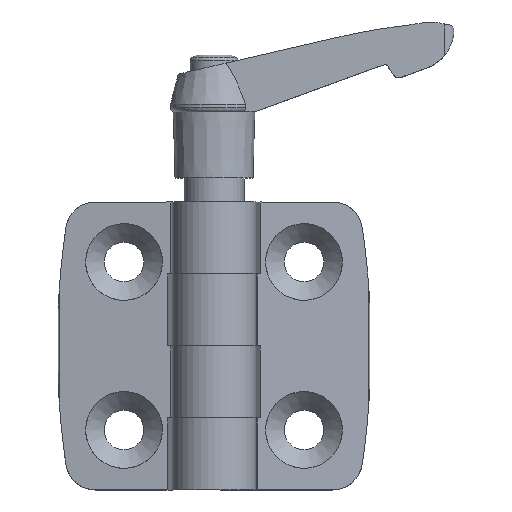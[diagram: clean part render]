
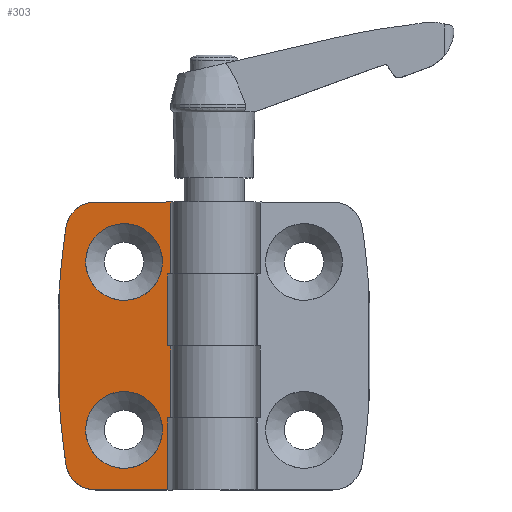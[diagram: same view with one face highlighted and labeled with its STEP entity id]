
A CAD part, top view. The second image highlights one B-rep face of the part: STEP entity #303.
In plain terms, the highlighted planar face has unit normal (-0.079, 0, 0.997).
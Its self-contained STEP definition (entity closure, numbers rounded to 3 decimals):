
#303 = ADVANCED_FACE( '', ( #700, #701, #702 ), #703, .F. );
#700 = FACE_BOUND( '', #1245, .T. );
#701 = FACE_BOUND( '', #1246, .T. );
#702 = FACE_OUTER_BOUND( '', #1247, .T. );
#703 = PLANE( '', #1248 );
#1245 = EDGE_LOOP( '', ( #1947 ) );
#1246 = EDGE_LOOP( '', ( #1948 ) );
#1247 = EDGE_LOOP( '', ( #1949, #1950, #1951, #1952, #1953, #1954, #1955, #1956, #1957, #1958, #1959, #1960, #1961, #1962 ) );
#1248 = AXIS2_PLACEMENT_3D( '', #1963, #1964, #1965 );
#1947 = ORIENTED_EDGE( '', *, *, #3183, .F. );
#1948 = ORIENTED_EDGE( '', *, *, #3267, .F. );
#1949 = ORIENTED_EDGE( '', *, *, #3268, .T. );
#1950 = ORIENTED_EDGE( '', *, *, #3269, .T. );
#1951 = ORIENTED_EDGE( '', *, *, #3270, .T. );
#1952 = ORIENTED_EDGE( '', *, *, #3271, .F. );
#1953 = ORIENTED_EDGE( '', *, *, #3165, .T. );
#1954 = ORIENTED_EDGE( '', *, *, #3272, .F. );
#1955 = ORIENTED_EDGE( '', *, *, #3273, .F. );
#1956 = ORIENTED_EDGE( '', *, *, #3274, .F. );
#1957 = ORIENTED_EDGE( '', *, *, #3275, .T. );
#1958 = ORIENTED_EDGE( '', *, *, #3276, .F. );
#1959 = ORIENTED_EDGE( '', *, *, #3277, .F. );
#1960 = ORIENTED_EDGE( '', *, *, #3278, .T. );
#1961 = ORIENTED_EDGE( '', *, *, #3279, .T. );
#1962 = ORIENTED_EDGE( '', *, *, #3280, .T. );
#1963 = CARTESIAN_POINT( '', ( -25.816, 48., -2.485 ) );
#1964 = DIRECTION( '', ( 0.079, 0., -0.997 ) );
#1965 = DIRECTION( '', ( -0.997, 0., -0.079 ) );
#3165 = EDGE_CURVE( '', #3752, #3762, #3764, .T. );
#3183 = EDGE_CURVE( '', #3795, #3795, #3796, .F. );
#3267 = EDGE_CURVE( '', #3940, #3940, #3941, .F. );
#3268 = EDGE_CURVE( '', #3942, #3943, #3944, .F. );
#3269 = EDGE_CURVE( '', #3943, #3945, #3946, .F. );
#3270 = EDGE_CURVE( '', #3945, #3947, #3948, .T. );
#3271 = EDGE_CURVE( '', #3752, #3947, #3949, .T. );
#3272 = EDGE_CURVE( '', #3950, #3762, #3951, .T. );
#3273 = EDGE_CURVE( '', #3952, #3950, #3953, .T. );
#3274 = EDGE_CURVE( '', #3954, #3952, #3955, .T. );
#3275 = EDGE_CURVE( '', #3954, #3956, #3957, .T. );
#3276 = EDGE_CURVE( '', #3958, #3956, #3959, .T. );
#3277 = EDGE_CURVE( '', #3960, #3958, #3961, .T. );
#3278 = EDGE_CURVE( '', #3960, #3962, #3963, .F. );
#3279 = EDGE_CURVE( '', #3962, #3964, #3965, .F. );
#3280 = EDGE_CURVE( '', #3964, #3942, #3966, .T. );
#3752 = VERTEX_POINT( '', #4608 );
#3762 = VERTEX_POINT( '', #4622 );
#3764 = LINE( '', #4624, #4625 );
#3795 = VERTEX_POINT( '', #4698 );
#3796 = ELLIPSE( '', #4699, 6.42, 6.4 );
#3940 = VERTEX_POINT( '', #4919 );
#3941 = ELLIPSE( '', #4920, 6.42, 6.4 );
#3942 = VERTEX_POINT( '', #4921 );
#3943 = VERTEX_POINT( '', #4922 );
#3944 = ELLIPSE( '', #4923, 137.213, 136.788 );
#3945 = VERTEX_POINT( '', #4924 );
#3946 = ELLIPSE( '', #4925, 5.016, 5. );
#3947 = VERTEX_POINT( '', #4926 );
#3948 = LINE( '', #4927, #4928 );
#3949 = LINE( '', #4929, #4930 );
#3950 = VERTEX_POINT( '', #4931 );
#3951 = LINE( '', #4932, #4933 );
#3952 = VERTEX_POINT( '', #4934 );
#3953 = LINE( '', #4935, #4936 );
#3954 = VERTEX_POINT( '', #4937 );
#3955 = LINE( '', #4938, #4939 );
#3956 = VERTEX_POINT( '', #4940 );
#3957 = LINE( '', #4941, #4942 );
#3958 = VERTEX_POINT( '', #4943 );
#3959 = LINE( '', #4944, #4945 );
#3960 = VERTEX_POINT( '', #4946 );
#3961 = LINE( '', #4947, #4948 );
#3962 = VERTEX_POINT( '', #4949 );
#3963 = ELLIPSE( '', #4950, 5.016, 5. );
#3964 = VERTEX_POINT( '', #4951 );
#3965 = ELLIPSE( '', #4952, 137.213, 136.788 );
#3966 = LINE( '', #4953, #4954 );
#4608 = CARTESIAN_POINT( '', ( -7.695, 12., -1.055 ) );
#4622 = CARTESIAN_POINT( '', ( -7.184, 12., -1.015 ) );
#4624 = CARTESIAN_POINT( '', ( -25.816, 12., -2.485 ) );
#4625 = VECTOR( '', #5827, 1000. );
#4698 = CARTESIAN_POINT( '', ( -21.4, 10., -2.137 ) );
#4699 = AXIS2_PLACEMENT_3D( '', #5845, #5846, #5847 );
#4919 = CARTESIAN_POINT( '', ( -21.4, 38., -2.137 ) );
#4920 = AXIS2_PLACEMENT_3D( '', #5964, #5965, #5966 );
#4921 = CARTESIAN_POINT( '', ( -25.816, 14.853, -2.485 ) );
#4922 = CARTESIAN_POINT( '', ( -24.693, 4.279, -2.397 ) );
#4923 = AXIS2_PLACEMENT_3D( '', #5967, #5968, #5969 );
#4924 = CARTESIAN_POINT( '', ( -19.745, 0., -2.006 ) );
#4925 = AXIS2_PLACEMENT_3D( '', #5970, #5971, #5972 );
#4926 = CARTESIAN_POINT( '', ( -7.695, 0., -1.055 ) );
#4927 = CARTESIAN_POINT( '', ( -25.816, 0., -2.485 ) );
#4928 = VECTOR( '', #5973, 1000. );
#4929 = CARTESIAN_POINT( '', ( -7.695, 48., -1.055 ) );
#4930 = VECTOR( '', #5974, 1000. );
#4931 = CARTESIAN_POINT( '', ( -7.184, 24., -1.015 ) );
#4932 = CARTESIAN_POINT( '', ( -7.184, 48., -1.015 ) );
#4933 = VECTOR( '', #5975, 1000. );
#4934 = CARTESIAN_POINT( '', ( -7.695, 24., -1.055 ) );
#4935 = CARTESIAN_POINT( '', ( -25.816, 24., -2.485 ) );
#4936 = VECTOR( '', #5976, 1000. );
#4937 = CARTESIAN_POINT( '', ( -7.695, 36., -1.055 ) );
#4938 = CARTESIAN_POINT( '', ( -7.695, 48., -1.055 ) );
#4939 = VECTOR( '', #5977, 1000. );
#4940 = CARTESIAN_POINT( '', ( -7.184, 36., -1.015 ) );
#4941 = CARTESIAN_POINT( '', ( -25.816, 36., -2.485 ) );
#4942 = VECTOR( '', #5978, 1000. );
#4943 = CARTESIAN_POINT( '', ( -7.184, 48., -1.015 ) );
#4944 = CARTESIAN_POINT( '', ( -7.184, 48., -1.015 ) );
#4945 = VECTOR( '', #5979, 1000. );
#4946 = CARTESIAN_POINT( '', ( -19.745, 48., -2.006 ) );
#4947 = CARTESIAN_POINT( '', ( -25.816, 48., -2.485 ) );
#4948 = VECTOR( '', #5980, 1000. );
#4949 = CARTESIAN_POINT( '', ( -24.693, 43.721, -2.397 ) );
#4950 = AXIS2_PLACEMENT_3D( '', #5981, #5982, #5983 );
#4951 = CARTESIAN_POINT( '', ( -25.816, 33.147, -2.485 ) );
#4952 = AXIS2_PLACEMENT_3D( '', #5984, #5985, #5986 );
#4953 = CARTESIAN_POINT( '', ( -25.816, 48., -2.485 ) );
#4954 = VECTOR( '', #5987, 1000. );
#5827 = DIRECTION( '', ( 0.997, 0., 0.079 ) );
#5845 = CARTESIAN_POINT( '', ( -15., 10., -1.632 ) );
#5846 = DIRECTION( '', ( 0.079, 0., -0.997 ) );
#5847 = DIRECTION( '', ( -0.997, 0., -0.079 ) );
#5964 = CARTESIAN_POINT( '', ( -15., 38., -1.632 ) );
#5965 = DIRECTION( '', ( 0.079, 0., -0.997 ) );
#5966 = DIRECTION( '', ( -0.997, 0., -0.079 ) );
#5967 = CARTESIAN_POINT( '', ( 110.666, 24., 8.289 ) );
#5968 = DIRECTION( '', ( 0.079, 0., -0.997 ) );
#5969 = DIRECTION( '', ( -0.997, 0., -0.079 ) );
#5970 = CARTESIAN_POINT( '', ( -19.745, 5., -2.006 ) );
#5971 = DIRECTION( '', ( 0.079, 0., -0.997 ) );
#5972 = DIRECTION( '', ( -0.997, 0., -0.079 ) );
#5973 = DIRECTION( '', ( 0.997, 0., 0.079 ) );
#5974 = DIRECTION( '', ( 0., -1., 0. ) );
#5975 = DIRECTION( '', ( 0., -1., 0. ) );
#5976 = DIRECTION( '', ( 0.997, 0., 0.079 ) );
#5977 = DIRECTION( '', ( 0., -1., 0. ) );
#5978 = DIRECTION( '', ( 0.997, 0., 0.079 ) );
#5979 = DIRECTION( '', ( 0., -1., 0. ) );
#5980 = DIRECTION( '', ( 0.997, 0., 0.079 ) );
#5981 = CARTESIAN_POINT( '', ( -19.745, 43., -2.006 ) );
#5982 = DIRECTION( '', ( 0.079, 0., -0.997 ) );
#5983 = DIRECTION( '', ( -0.997, 0., -0.079 ) );
#5984 = CARTESIAN_POINT( '', ( 110.666, 24., 8.289 ) );
#5985 = DIRECTION( '', ( 0.079, 0., -0.997 ) );
#5986 = DIRECTION( '', ( -0.997, 0., -0.079 ) );
#5987 = DIRECTION( '', ( 0., -1., 0. ) );
